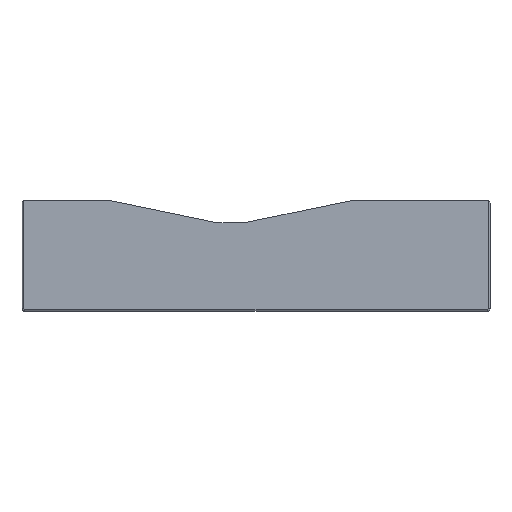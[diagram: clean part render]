
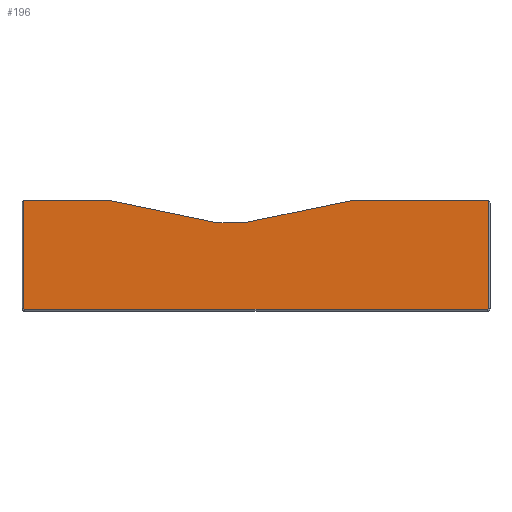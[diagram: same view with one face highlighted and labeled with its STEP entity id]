
A CAD part, top view. The second image highlights one B-rep face of the part: STEP entity #196.
In plain terms, the highlighted planar face has unit normal (0, 0, 1).
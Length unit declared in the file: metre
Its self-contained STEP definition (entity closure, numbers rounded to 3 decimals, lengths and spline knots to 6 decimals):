
#196 = ADVANCED_FACE( '', ( #436 ), #437, .T. );
#436 = FACE_OUTER_BOUND( '', #738, .T. );
#437 = PLANE( '', #739 );
#738 = EDGE_LOOP( '', ( #1282, #1283, #1284, #1285, #1286, #1287, #1288, #1289, #1290, #1291, #1292, #1293, #1294, #1295, #1296, #1297 ) );
#739 = AXIS2_PLACEMENT_3D( '', #1298, #1299, #1300 );
#1282 = ORIENTED_EDGE( '', *, *, #1916, .T. );
#1283 = ORIENTED_EDGE( '', *, *, #1917, .T. );
#1284 = ORIENTED_EDGE( '', *, *, #1778, .T. );
#1285 = ORIENTED_EDGE( '', *, *, #1794, .T. );
#1286 = ORIENTED_EDGE( '', *, *, #1918, .T. );
#1287 = ORIENTED_EDGE( '', *, *, #1828, .T. );
#1288 = ORIENTED_EDGE( '', *, *, #1919, .T. );
#1289 = ORIENTED_EDGE( '', *, *, #1763, .F. );
#1290 = ORIENTED_EDGE( '', *, *, #1788, .T. );
#1291 = ORIENTED_EDGE( '', *, *, #1920, .F. );
#1292 = ORIENTED_EDGE( '', *, *, #1883, .F. );
#1293 = ORIENTED_EDGE( '', *, *, #1908, .T. );
#1294 = ORIENTED_EDGE( '', *, *, #1921, .F. );
#1295 = ORIENTED_EDGE( '', *, *, #1922, .F. );
#1296 = ORIENTED_EDGE( '', *, *, #1923, .T. );
#1297 = ORIENTED_EDGE( '', *, *, #1924, .F. );
#1298 = CARTESIAN_POINT( '', ( 0.018544, -0.25211, 0.001 ) );
#1299 = DIRECTION( '', ( 0., 0., 1. ) );
#1300 = DIRECTION( '', ( 1., 0., 0. ) );
#1763 = EDGE_CURVE( '', #2114, #2110, #2116, .T. );
#1778 = EDGE_CURVE( '', #2143, #2141, #2144, .T. );
#1788 = EDGE_CURVE( '', #2114, #2157, #2159, .T. );
#1794 = EDGE_CURVE( '', #2141, #2166, #2168, .F. );
#1828 = EDGE_CURVE( '', #2224, #2221, #2225, .F. );
#1883 = EDGE_CURVE( '', #2310, #2308, #2312, .T. );
#1908 = EDGE_CURVE( '', #2310, #2340, #2342, .T. );
#1916 = EDGE_CURVE( '', #2350, #2351, #2352, .T. );
#1917 = EDGE_CURVE( '', #2351, #2143, #2353, .T. );
#1918 = EDGE_CURVE( '', #2166, #2224, #2354, .T. );
#1919 = EDGE_CURVE( '', #2221, #2110, #2355, .T. );
#1920 = EDGE_CURVE( '', #2308, #2157, #2356, .T. );
#1921 = EDGE_CURVE( '', #2357, #2340, #2358, .T. );
#1922 = EDGE_CURVE( '', #2359, #2357, #2360, .T. );
#1923 = EDGE_CURVE( '', #2359, #2361, #2362, .T. );
#1924 = EDGE_CURVE( '', #2350, #2361, #2363, .T. );
#2110 = VERTEX_POINT( '', #2584 );
#2114 = VERTEX_POINT( '', #2590 );
#2116 = LINE( '', #2593, #2594 );
#2141 = VERTEX_POINT( '', #2625 );
#2143 = VERTEX_POINT( '', #2627 );
#2144 = CIRCLE( '', #2628, 0.0005 );
#2157 = VERTEX_POINT( '', #2644 );
#2159 = CIRCLE( '', #2647, 0.0015 );
#2166 = VERTEX_POINT( '', #2655 );
#2168 = LINE( '', #2657, #2658 );
#2221 = VERTEX_POINT( '', #2727 );
#2224 = VERTEX_POINT( '', #2747 );
#2225 = LINE( '', #2748, #2749 );
#2308 = VERTEX_POINT( '', #2858 );
#2310 = VERTEX_POINT( '', #2861 );
#2312 = CIRCLE( '', #2864, 0.0015 );
#2340 = VERTEX_POINT( '', #2896 );
#2342 = LINE( '', #2899, #2900 );
#2350 = VERTEX_POINT( '', #2912 );
#2351 = VERTEX_POINT( '', #2913 );
#2352 = CIRCLE( '', #2914, 0.002 );
#2353 = LINE( '', #2915, #2916 );
#2354 = CIRCLE( '', #2917, 0.0005 );
#2355 = CIRCLE( '', #2918, 0.002 );
#2356 = LINE( '', #2919, #2920 );
#2357 = VERTEX_POINT( '', #2921 );
#2358 = CIRCLE( '', #2922, 0.0015 );
#2359 = VERTEX_POINT( '', #2923 );
#2360 = LINE( '', #2924, #2925 );
#2361 = VERTEX_POINT( '', #2926 );
#2362 = CIRCLE( '', #2927, 0.0015 );
#2363 = LINE( '', #2928, #2929 );
#2584 = CARTESIAN_POINT( '', ( 0.196044, -0.20961, 0.001 ) );
#2590 = CARTESIAN_POINT( '', ( 0.091771, -0.20961, 0.001 ) );
#2593 = CARTESIAN_POINT( '', ( 0.143908, -0.20961, 0.001 ) );
#2594 = VECTOR( '', #3199, 1. );
#2625 = CARTESIAN_POINT( '', ( -0.158956, -0.29311, 0.001 ) );
#2627 = CARTESIAN_POINT( '', ( -0.159456, -0.29261, 0.001 ) );
#2628 = AXIS2_PLACEMENT_3D( '', #3224, #3225, #3226 );
#2644 = CARTESIAN_POINT( '', ( 0.091469, -0.209641, 0.001 ) );
#2647 = AXIS2_PLACEMENT_3D( '', #3240, #3241, #3242 );
#2655 = CARTESIAN_POINT( '', ( 0.196044, -0.29311, 0.001 ) );
#2657 = CARTESIAN_POINT( '', ( 0.196044, -0.29311, 0.001 ) );
#2658 = VECTOR( '', #3250, 1. );
#2727 = CARTESIAN_POINT( '', ( 0.196544, -0.209674, 0.001 ) );
#2747 = CARTESIAN_POINT( '', ( 0.196544, -0.29261, 0.001 ) );
#2748 = CARTESIAN_POINT( '', ( 0.196544, -0.21161, 0.001 ) );
#2749 = VECTOR( '', #3294, 1. );
#2858 = CARTESIAN_POINT( '', ( 0.009307, -0.226731, 0.001 ) );
#2861 = CARTESIAN_POINT( '', ( 0.009004, -0.226762, 0.001 ) );
#2864 = AXIS2_PLACEMENT_3D( '', #3380, #3381, #3382 );
#2896 = CARTESIAN_POINT( '', ( -0.01069, -0.226762, 0.001 ) );
#2899 = CARTESIAN_POINT( '', ( -0.000843, -0.226762, 0.001 ) );
#2900 = VECTOR( '', #3418, 1. );
#2912 = CARTESIAN_POINT( '', ( -0.158956, -0.20961, 0.001 ) );
#2913 = CARTESIAN_POINT( '', ( -0.159456, -0.209674, 0.001 ) );
#2914 = AXIS2_PLACEMENT_3D( '', #3423, #3424, #3425 );
#2915 = CARTESIAN_POINT( '', ( -0.159456, -0.25211, 0.001 ) );
#2916 = VECTOR( '', #3426, 1. );
#2917 = AXIS2_PLACEMENT_3D( '', #3427, #3428, #3429 );
#2918 = AXIS2_PLACEMENT_3D( '', #3430, #3431, #3432 );
#2919 = CARTESIAN_POINT( '', ( 0.050388, -0.218186, 0.001 ) );
#2920 = VECTOR( '', #3433, 1. );
#2921 = CARTESIAN_POINT( '', ( -0.010993, -0.226731, 0.001 ) );
#2922 = AXIS2_PLACEMENT_3D( '', #3434, #3435, #3436 );
#2923 = CARTESIAN_POINT( '', ( -0.093155, -0.209641, 0.001 ) );
#2924 = CARTESIAN_POINT( '', ( -0.052074, -0.218186, 0.001 ) );
#2925 = VECTOR( '', #3437, 1. );
#2926 = CARTESIAN_POINT( '', ( -0.093458, -0.20961, 0.001 ) );
#2927 = AXIS2_PLACEMENT_3D( '', #3438, #3439, #3440 );
#2928 = CARTESIAN_POINT( '', ( -0.126207, -0.20961, 0.001 ) );
#2929 = VECTOR( '', #3441, 1. );
#3199 = DIRECTION( '', ( 1., 0., 0. ) );
#3224 = CARTESIAN_POINT( '', ( -0.158956, -0.29261, 0.001 ) );
#3225 = DIRECTION( '', ( 0., 0., 1. ) );
#3226 = DIRECTION( '', ( 1., 0., 0. ) );
#3240 = CARTESIAN_POINT( '', ( 0.091771, -0.21111, 0.001 ) );
#3241 = DIRECTION( '', ( 0., 0., 1. ) );
#3242 = DIRECTION( '', ( 1., 0., 0. ) );
#3250 = DIRECTION( '', ( -1., 0., 0. ) );
#3294 = DIRECTION( '', ( 0., -1., 0. ) );
#3380 = CARTESIAN_POINT( '', ( 0.009004, -0.225262, 0.001 ) );
#3381 = DIRECTION( '', ( 0., 0., 1. ) );
#3382 = DIRECTION( '', ( 1., 0., 0. ) );
#3418 = DIRECTION( '', ( -1., 0., 0. ) );
#3423 = CARTESIAN_POINT( '', ( -0.158956, -0.21161, 0.001 ) );
#3424 = DIRECTION( '', ( 0., 0., 1. ) );
#3425 = DIRECTION( '', ( 1., 0., 0. ) );
#3426 = DIRECTION( '', ( 0., -1., 0. ) );
#3427 = CARTESIAN_POINT( '', ( 0.196044, -0.29261, 0.001 ) );
#3428 = DIRECTION( '', ( 0., 0., 1. ) );
#3429 = DIRECTION( '', ( 1., 0., 0. ) );
#3430 = CARTESIAN_POINT( '', ( 0.196044, -0.21161, 0.001 ) );
#3431 = DIRECTION( '', ( 0., 0., 1. ) );
#3432 = DIRECTION( '', ( 1., 0., 0. ) );
#3433 = DIRECTION( '', ( 0.979, 0.204, 0. ) );
#3434 = CARTESIAN_POINT( '', ( -0.01069, -0.225262, 0.001 ) );
#3435 = DIRECTION( '', ( 0., 0., 1. ) );
#3436 = DIRECTION( '', ( 1., 0., 0. ) );
#3437 = DIRECTION( '', ( 0.979, -0.204, 0. ) );
#3438 = CARTESIAN_POINT( '', ( -0.093458, -0.21111, 0.001 ) );
#3439 = DIRECTION( '', ( 0., 0., 1. ) );
#3440 = DIRECTION( '', ( 1., 0., 0. ) );
#3441 = DIRECTION( '', ( 1., 0., 0. ) );
